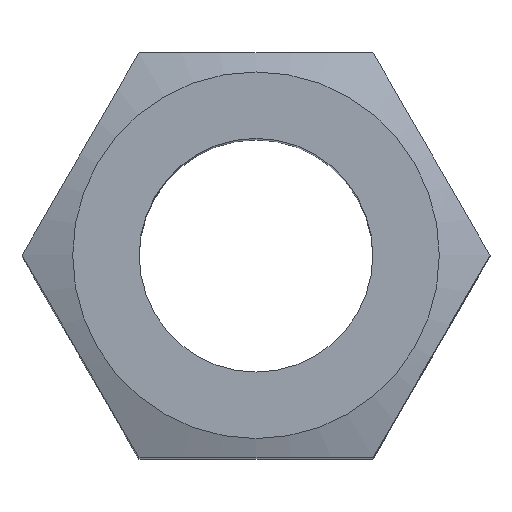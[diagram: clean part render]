
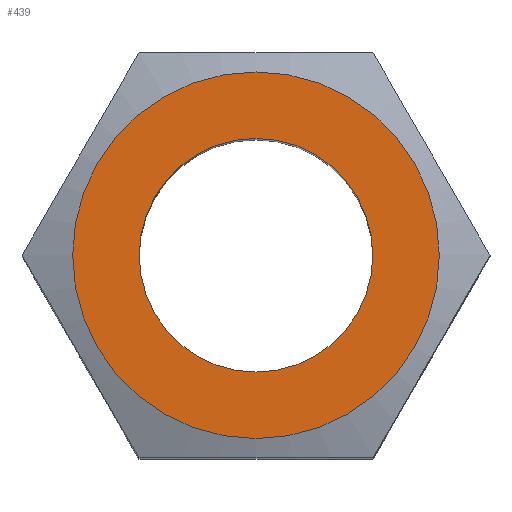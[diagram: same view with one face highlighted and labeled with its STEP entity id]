
A CAD part, top view. The second image highlights one B-rep face of the part: STEP entity #439.
In plain terms, the highlighted planar face has unit normal (0, 0, 1).
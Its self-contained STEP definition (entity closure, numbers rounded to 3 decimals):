
#330=CARTESIAN_POINT('',(-10.856,0.0,25.0));
#331=VERTEX_POINT('',#330);
#332=CARTESIAN_POINT('',(0.0,0.0,25.0));
#333=DIRECTION('',(0.0,0.0,1.0));
#334=DIRECTION('',(-1.0,0.0,0.0));
#335=AXIS2_PLACEMENT_3D('',#332,#333,#334);
#336=CIRCLE('',#335,10.856);
#337=EDGE_CURVE('',#331,#331,#336,.T.);
#392=CARTESIAN_POINT('',(6.918,0.0,25.0));
#393=VERTEX_POINT('',#392);
#394=CARTESIAN_POINT('',(0.0,0.0,25.0));
#395=DIRECTION('',(0.0,0.0,-1.0));
#396=DIRECTION('',(1.0,0.0,0.0));
#397=AXIS2_PLACEMENT_3D('',#394,#395,#396);
#398=CIRCLE('',#397,6.918);
#399=EDGE_CURVE('',#393,#393,#398,.T.);
#428=CARTESIAN_POINT('',(0.,0.,25.0));
#429=DIRECTION('',(0.0,0.0,1.0));
#430=DIRECTION('',(1.0,0.0,0.0));
#431=AXIS2_PLACEMENT_3D('',#428,#429,#430);
#432=PLANE('',#431);
#433=ORIENTED_EDGE('',*,*,#337,.T.);
#434=EDGE_LOOP('',(#433));
#435=FACE_OUTER_BOUND('',#434,.T.);
#436=ORIENTED_EDGE('',*,*,#399,.T.);
#437=EDGE_LOOP('',(#436));
#438=FACE_BOUND('',#437,.T.);
#439=ADVANCED_FACE('',(#435,#438),#432,.T.);
